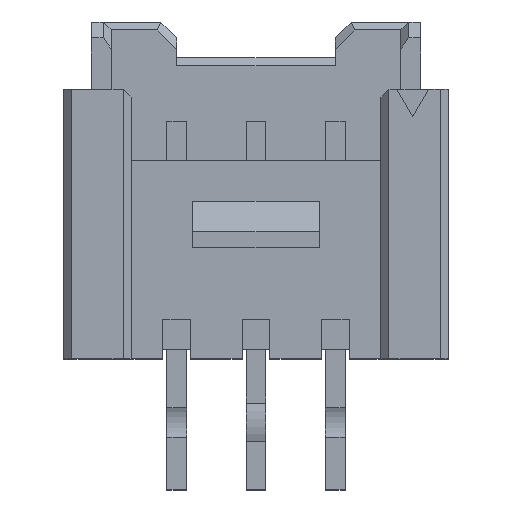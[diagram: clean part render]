
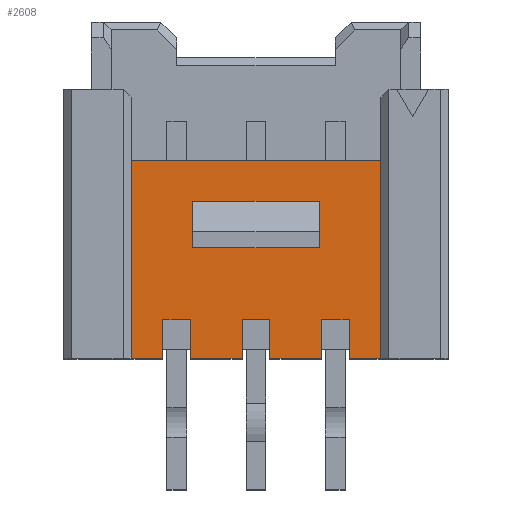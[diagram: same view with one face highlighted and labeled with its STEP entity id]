
A CAD part, top view. The second image highlights one B-rep face of the part: STEP entity #2608.
In plain terms, the highlighted planar face has unit normal (0, 0, 1).
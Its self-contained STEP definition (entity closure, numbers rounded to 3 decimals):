
#97=DIRECTION('',(-1.,0.,0.));
#98=VECTOR('',#97,0.8);
#99=CARTESIAN_POINT('',(3.15,-4.25,1.85));
#100=LINE('',#99,#98);
#125=DIRECTION('',(-1.,0.,0.));
#126=VECTOR('',#125,1.3);
#127=CARTESIAN_POINT('',(1.65,-4.25,1.85));
#128=LINE('',#127,#126);
#141=DIRECTION('',(-1.,0.,0.));
#142=VECTOR('',#141,1.3);
#143=CARTESIAN_POINT('',(-0.35,-4.25,1.85));
#144=LINE('',#143,#142);
#181=DIRECTION('',(-1.,0.,0.));
#182=VECTOR('',#181,0.8);
#183=CARTESIAN_POINT('',(-2.35,-4.25,1.85));
#184=LINE('',#183,#182);
#185=DIRECTION('',(0.,-1.,0.));
#186=VECTOR('',#185,1.);
#187=CARTESIAN_POINT('',(2.35,-3.25,1.85));
#188=LINE('',#187,#186);
#225=DIRECTION('',(0.,1.,0.));
#226=VECTOR('',#225,1.);
#227=CARTESIAN_POINT('',(1.65,-4.25,1.85));
#228=LINE('',#227,#226);
#237=DIRECTION('',(-1.,0.,0.));
#238=VECTOR('',#237,0.7);
#239=CARTESIAN_POINT('',(-1.65,-3.25,1.85));
#240=LINE('',#239,#238);
#241=DIRECTION('',(-1.,0.,0.));
#242=VECTOR('',#241,6.3);
#243=CARTESIAN_POINT('',(3.15,0.75,1.85));
#244=LINE('',#243,#242);
#245=DIRECTION('',(0.,-1.,0.));
#246=VECTOR('',#245,5.);
#247=CARTESIAN_POINT('',(3.15,0.75,1.85));
#248=LINE('',#247,#246);
#249=DIRECTION('',(-1.,0.,0.));
#250=VECTOR('',#249,0.7);
#251=CARTESIAN_POINT('',(2.35,-3.25,1.85));
#252=LINE('',#251,#250);
#253=DIRECTION('',(-1.,0.,0.));
#254=VECTOR('',#253,0.7);
#255=CARTESIAN_POINT('',(0.35,-3.25,1.85));
#256=LINE('',#255,#254);
#257=DIRECTION('',(0.,1.,0.));
#258=VECTOR('',#257,1.179);
#259=CARTESIAN_POINT('',(-1.6,-1.45,1.85));
#260=LINE('',#259,#258);
#261=DIRECTION('',(1.,0.,0.));
#262=VECTOR('',#261,3.2);
#263=CARTESIAN_POINT('',(-1.6,-1.45,1.85));
#264=LINE('',#263,#262);
#265=DIRECTION('',(0.,1.,0.));
#266=VECTOR('',#265,1.179);
#267=CARTESIAN_POINT('',(1.6,-1.45,1.85));
#268=LINE('',#267,#266);
#269=DIRECTION('',(1.,0.,0.));
#270=VECTOR('',#269,3.2);
#271=CARTESIAN_POINT('',(-1.6,-0.271,1.85));
#272=LINE('',#271,#270);
#273=DIRECTION('',(0.,-1.,0.));
#274=VECTOR('',#273,1.);
#275=CARTESIAN_POINT('',(-1.65,-3.25,1.85));
#276=LINE('',#275,#274);
#313=DIRECTION('',(0.,1.,0.));
#314=VECTOR('',#313,1.);
#315=CARTESIAN_POINT('',(-2.35,-4.25,1.85));
#316=LINE('',#315,#314);
#369=DIRECTION('',(0.,1.,0.));
#370=VECTOR('',#369,1.);
#371=CARTESIAN_POINT('',(-0.35,-4.25,1.85));
#372=LINE('',#371,#370);
#385=DIRECTION('',(0.,-1.,0.));
#386=VECTOR('',#385,1.);
#387=CARTESIAN_POINT('',(0.35,-3.25,1.85));
#388=LINE('',#387,#386);
#1221=DIRECTION('',(0.,-1.,0.));
#1222=VECTOR('',#1221,5.);
#1223=CARTESIAN_POINT('',(-3.15,0.75,1.85));
#1224=LINE('',#1223,#1222);
#1710=CARTESIAN_POINT('',(2.35,-4.25,1.85));
#1712=VERTEX_POINT('',#1710);
#1714=CARTESIAN_POINT('',(1.65,-4.25,1.85));
#1716=VERTEX_POINT('',#1714);
#1717=CARTESIAN_POINT('',(3.15,-4.25,1.85));
#1718=VERTEX_POINT('',#1717);
#1720=CARTESIAN_POINT('',(0.35,-4.25,1.85));
#1722=VERTEX_POINT('',#1720);
#1724=CARTESIAN_POINT('',(-0.35,-4.25,1.85));
#1726=VERTEX_POINT('',#1724);
#1728=CARTESIAN_POINT('',(-1.65,-4.25,1.85));
#1730=VERTEX_POINT('',#1728);
#1732=CARTESIAN_POINT('',(-2.35,-4.25,1.85));
#1734=VERTEX_POINT('',#1732);
#1739=CARTESIAN_POINT('',(2.35,-3.25,1.85));
#1740=CARTESIAN_POINT('',(1.65,-3.25,1.85));
#1741=VERTEX_POINT('',#1739);
#1742=VERTEX_POINT('',#1740);
#1755=CARTESIAN_POINT('',(0.35,-3.25,1.85));
#1756=CARTESIAN_POINT('',(-0.35,-3.25,1.85));
#1757=VERTEX_POINT('',#1755);
#1758=VERTEX_POINT('',#1756);
#1771=CARTESIAN_POINT('',(-1.65,-3.25,1.85));
#1772=CARTESIAN_POINT('',(-2.35,-3.25,1.85));
#1773=VERTEX_POINT('',#1771);
#1774=VERTEX_POINT('',#1772);
#1795=CARTESIAN_POINT('',(-3.15,-4.25,1.85));
#1796=VERTEX_POINT('',#1795);
#1797=CARTESIAN_POINT('',(-1.6,-1.45,1.85));
#1798=CARTESIAN_POINT('',(-1.6,-0.271,1.85));
#1799=VERTEX_POINT('',#1797);
#1800=VERTEX_POINT('',#1798);
#1801=CARTESIAN_POINT('',(1.6,-1.45,1.85));
#1802=CARTESIAN_POINT('',(1.6,-0.271,1.85));
#1803=VERTEX_POINT('',#1801);
#1804=VERTEX_POINT('',#1802);
#1869=CARTESIAN_POINT('',(3.15,0.75,1.85));
#1870=CARTESIAN_POINT('',(-3.15,0.75,1.85));
#1871=VERTEX_POINT('',#1869);
#1872=VERTEX_POINT('',#1870);
#2565=CARTESIAN_POINT('',(3.15,4.25,1.85));
#2566=DIRECTION('',(0.,0.,-1.));
#2567=DIRECTION('',(-1.,0.,0.));
#2568=AXIS2_PLACEMENT_3D('',#2565,#2566,#2567);
#2569=PLANE('',#2568);
#2571=ORIENTED_EDGE('',*,*,#2570,.F.);
#2573=ORIENTED_EDGE('',*,*,#2572,.T.);
#2575=ORIENTED_EDGE('',*,*,#2574,.F.);
#2576=ORIENTED_EDGE('',*,*,#2485,.T.);
#2578=ORIENTED_EDGE('',*,*,#2577,.F.);
#2580=ORIENTED_EDGE('',*,*,#2579,.F.);
#2582=ORIENTED_EDGE('',*,*,#2581,.T.);
#2583=ORIENTED_EDGE('',*,*,#2404,.T.);
#2584=ORIENTED_EDGE('',*,*,#2501,.F.);
#2586=ORIENTED_EDGE('',*,*,#2585,.T.);
#2587=ORIENTED_EDGE('',*,*,#2553,.F.);
#2588=ORIENTED_EDGE('',*,*,#2434,.T.);
#2590=ORIENTED_EDGE('',*,*,#2589,.F.);
#2592=ORIENTED_EDGE('',*,*,#2591,.T.);
#2594=ORIENTED_EDGE('',*,*,#2593,.F.);
#2595=ORIENTED_EDGE('',*,*,#2450,.T.);
#2596=EDGE_LOOP('',(#2571,#2573,#2575,#2576,#2578,#2580,#2582,#2583,#2584,#2586,
#2587,#2588,#2590,#2592,#2594,#2595));
#2597=FACE_OUTER_BOUND('',#2596,.F.);
#2599=ORIENTED_EDGE('',*,*,#2598,.F.);
#2601=ORIENTED_EDGE('',*,*,#2600,.T.);
#2603=ORIENTED_EDGE('',*,*,#2602,.T.);
#2605=ORIENTED_EDGE('',*,*,#2604,.F.);
#2606=EDGE_LOOP('',(#2599,#2601,#2603,#2605));
#2607=FACE_BOUND('',#2606,.F.);
#2608=ADVANCED_FACE('',(#2597,#2607),#2569,.F.);
#2404=EDGE_CURVE('',#1718,#1712,#100,.T.);
#2434=EDGE_CURVE('',#1716,#1722,#128,.T.);
#2450=EDGE_CURVE('',#1726,#1730,#144,.T.);
#2485=EDGE_CURVE('',#1734,#1796,#184,.T.);
#2501=EDGE_CURVE('',#1741,#1712,#188,.T.);
#2553=EDGE_CURVE('',#1716,#1742,#228,.T.);
#2570=EDGE_CURVE('',#1773,#1730,#276,.T.);
#2572=EDGE_CURVE('',#1773,#1774,#240,.T.);
#2574=EDGE_CURVE('',#1734,#1774,#316,.T.);
#2577=EDGE_CURVE('',#1872,#1796,#1224,.T.);
#2579=EDGE_CURVE('',#1871,#1872,#244,.T.);
#2581=EDGE_CURVE('',#1871,#1718,#248,.T.);
#2585=EDGE_CURVE('',#1741,#1742,#252,.T.);
#2589=EDGE_CURVE('',#1757,#1722,#388,.T.);
#2591=EDGE_CURVE('',#1757,#1758,#256,.T.);
#2593=EDGE_CURVE('',#1726,#1758,#372,.T.);
#2598=EDGE_CURVE('',#1799,#1800,#260,.T.);
#2600=EDGE_CURVE('',#1799,#1803,#264,.T.);
#2602=EDGE_CURVE('',#1803,#1804,#268,.T.);
#2604=EDGE_CURVE('',#1800,#1804,#272,.T.);
